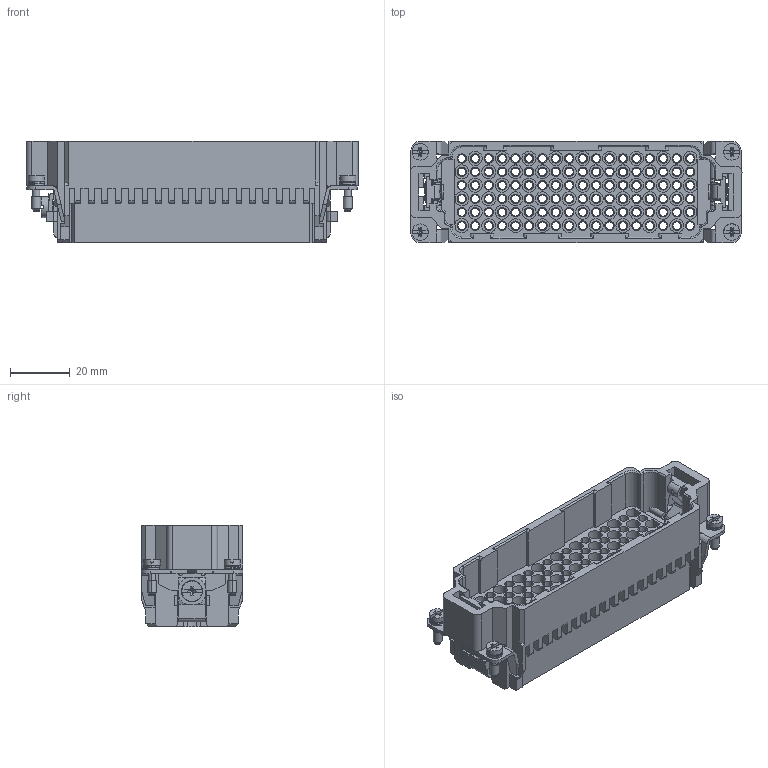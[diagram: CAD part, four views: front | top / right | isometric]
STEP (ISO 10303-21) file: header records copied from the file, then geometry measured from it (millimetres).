
FILE_DESCRIPTION (( 'STEP AP203' ), '1' );
FILE_NAME ('290253108.step', '2025-02-12T17:48:50', ( '' ), ( '' ), 'SwSTEP 2.0', 'SolidWorks 2024', '' );
FILE_SCHEMA (( 'CONFIG_CONTROL_DESIGN' ));
Length unit declared in the file: inch
Products named in the file (1): 290253108
Bounding box: 111.25 x 34.05 x 33.85 mm (x, y, z)
Volume: 39644.2 mm3; surface area: 48841.9 mm2
Topology: 13 solids, 13 shells, 2703 faces, 6432 edges, 4249 vertices
Faces by surface type: cylinder 1456, plane 1164, bspline 53, cone 18, torus 12
Entity records: 82049 total; most frequent: CARTESIAN_POINT 16999, DIRECTION 14190, ORIENTED_EDGE 12864, EDGE_CURVE 6432, AXIS2_PLACEMENT_3D 5426, VERTEX_POINT 4249, EDGE_LOOP 3431, LINE 3338
